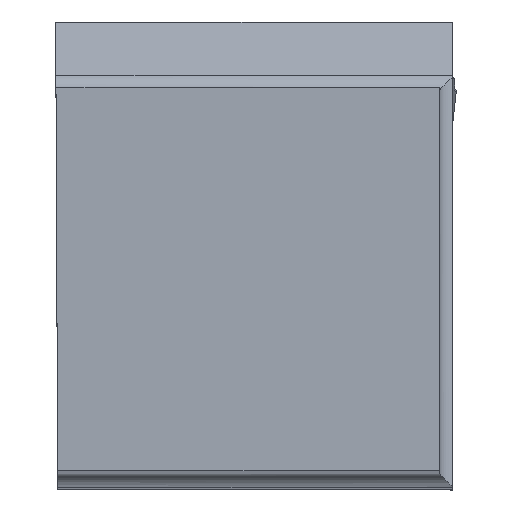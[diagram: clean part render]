
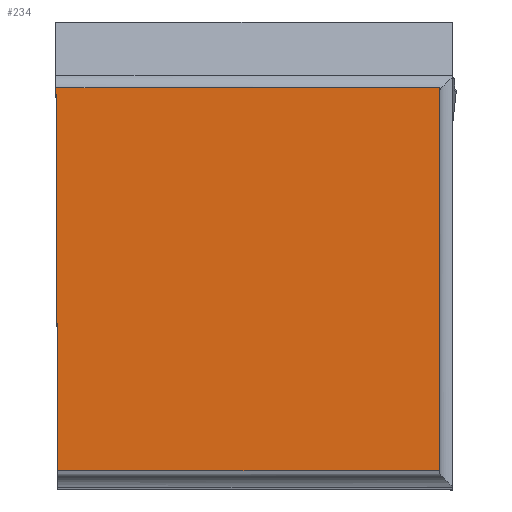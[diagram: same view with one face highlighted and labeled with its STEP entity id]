
A CAD part, top view. The second image highlights one B-rep face of the part: STEP entity #234.
In plain terms, the highlighted planar face has unit normal (0, 0, 1).
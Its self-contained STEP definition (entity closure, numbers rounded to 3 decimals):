
#234=ADVANCED_FACE('CU_BACK_SU1',(#352),#312,.F.);
#312=PLANE('',#1706);
#352=FACE_OUTER_BOUND('',#431,.T.);
#431=EDGE_LOOP('',(#595,#596,#597,#598));
#595=ORIENTED_EDGE('',*,*,#1159,.T.);
#596=ORIENTED_EDGE('',*,*,#1160,.T.);
#597=ORIENTED_EDGE('',*,*,#1161,.T.);
#598=ORIENTED_EDGE('',*,*,#1093,.F.);
#949=VERTEX_POINT('',#2239);
#950=VERTEX_POINT('',#2241);
#1005=VERTEX_POINT('',#2458);
#1006=VERTEX_POINT('',#2460);
#1093=EDGE_CURVE('',#949,#950,#1311,.T.);
#1159=EDGE_CURVE('',#949,#1005,#1350,.T.);
#1160=EDGE_CURVE('',#1005,#1006,#1351,.T.);
#1161=EDGE_CURVE('',#1006,#950,#1352,.T.);
#1311=LINE('',#2240,#1452);
#1350=LINE('',#2457,#1491);
#1351=LINE('',#2459,#1492);
#1352=LINE('',#2461,#1493);
#1452=VECTOR('',#1823,1.);
#1491=VECTOR('',#1916,1.);
#1492=VECTOR('',#1917,1.);
#1493=VECTOR('',#1918,1.);
#1706=AXIS2_PLACEMENT_3D('',#2462,#1919,#1920);
#1823=DIRECTION('',(-0.004,1.,0.));
#1916=DIRECTION('',(1.,0.,0.));
#1917=DIRECTION('',(0.,1.,0.));
#1918=DIRECTION('',(-1.,0.,0.));
#1919=DIRECTION('',(0.,0.,-1.));
#1920=DIRECTION('',(-1.,0.,0.));
#2239=CARTESIAN_POINT('',(0.138,0.,0.));
#2240=CARTESIAN_POINT('',(-0.086,51.375,0.));
#2241=CARTESIAN_POINT('',(0.,31.623,0.));
#2457=CARTESIAN_POINT('',(56.741,0.,0.));
#2458=CARTESIAN_POINT('',(31.623,0.,0.));
#2459=CARTESIAN_POINT('',(31.623,51.623,0.));
#2460=CARTESIAN_POINT('',(31.623,31.623,0.));
#2461=CARTESIAN_POINT('',(56.741,31.623,0.));
#2462=CARTESIAN_POINT('',(56.741,51.623,0.));
